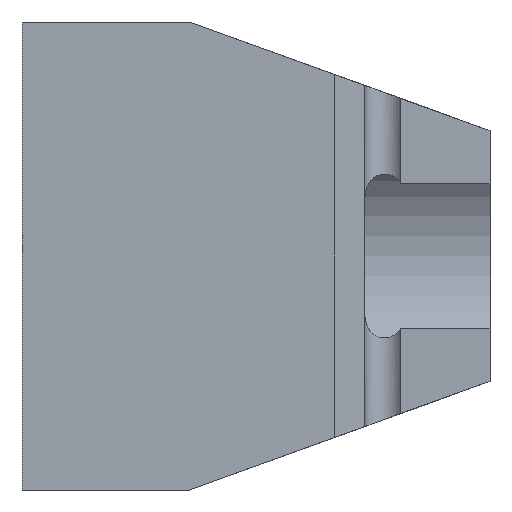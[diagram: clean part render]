
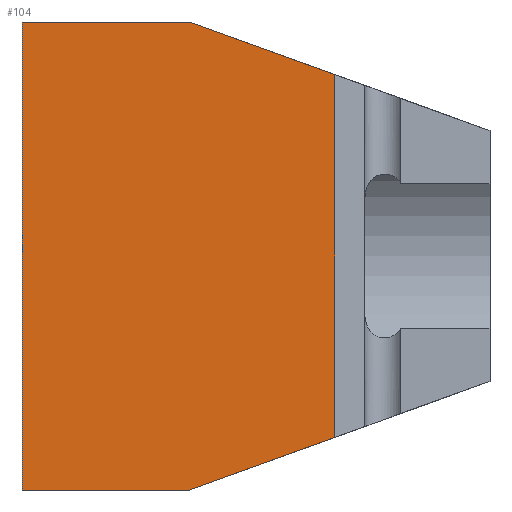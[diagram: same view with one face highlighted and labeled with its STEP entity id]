
A CAD part, front view. The second image highlights one B-rep face of the part: STEP entity #104.
In plain terms, the highlighted planar face has unit normal (0, -1, 0).
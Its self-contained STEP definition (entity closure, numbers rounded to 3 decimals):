
#104=ADVANCED_FACE('',(#211),#212,.T.);
#211=FACE_OUTER_BOUND('',#316,.T.);
#212=PLANE('',#317);
#316=EDGE_LOOP('',(#565,#566,#567,#568,#569,#570));
#317=AXIS2_PLACEMENT_3D('',#571,#572,#573);
#565=ORIENTED_EDGE('',*,*,#732,.T.);
#566=ORIENTED_EDGE('',*,*,#751,.T.);
#567=ORIENTED_EDGE('',*,*,#745,.T.);
#568=ORIENTED_EDGE('',*,*,#752,.T.);
#569=ORIENTED_EDGE('',*,*,#753,.F.);
#570=ORIENTED_EDGE('',*,*,#754,.T.);
#571=CARTESIAN_POINT('',(3.85,-9.0,-14.0));
#572=DIRECTION('',(0.0,-1.0,0.0));
#573=DIRECTION('',(1.0,0.0,0.0));
#732=EDGE_CURVE('',#899,#900,#901,.T.);
#745=EDGE_CURVE('',#919,#920,#921,.T.);
#751=EDGE_CURVE('',#900,#919,#929,.T.);
#752=EDGE_CURVE('',#920,#930,#931,.T.);
#753=EDGE_CURVE('',#932,#930,#933,.T.);
#754=EDGE_CURVE('',#932,#899,#934,.T.);
#899=VERTEX_POINT('',#1184);
#900=VERTEX_POINT('',#1185);
#901=LINE('',#1186,#1187);
#919=VERTEX_POINT('',#1213);
#920=VERTEX_POINT('',#1214);
#921=LINE('',#1215,#1216);
#929=LINE('',#1228,#1229);
#930=VERTEX_POINT('',#1230);
#931=LINE('',#1231,#1232);
#932=VERTEX_POINT('',#1233);
#933=LINE('',#1234,#1235);
#934=LINE('',#1236,#1237);
#1184=CARTESIAN_POINT('',(4.5,-9.0,-14.0));
#1185=CARTESIAN_POINT('',(13.2,-9.0,-10.858));
#1186=CARTESIAN_POINT('',(11.149,-9.0,-11.599));
#1187=VECTOR('',#1350,1.0);
#1213=CARTESIAN_POINT('',(13.2,-9.0,10.858));
#1214=CARTESIAN_POINT('',(4.5,-9.0,14.0));
#1215=CARTESIAN_POINT('',(15.621,-9.0,9.984));
#1216=VECTOR('',#1362,1.0);
#1228=CARTESIAN_POINT('',(13.2,-9.0,-14.0));
#1229=VECTOR('',#1367,1.0);
#1230=CARTESIAN_POINT('',(-5.5,-9.0,14.0));
#1231=CARTESIAN_POINT('',(-5.5,-9.0,14.0));
#1232=VECTOR('',#1368,1.0);
#1233=CARTESIAN_POINT('',(-5.5,-9.0,-14.0));
#1234=CARTESIAN_POINT('',(-5.5,-9.0,-14.0));
#1235=VECTOR('',#1369,1.0);
#1236=CARTESIAN_POINT('',(-5.5,-9.0,-14.0));
#1237=VECTOR('',#1370,1.0);
#1350=DIRECTION('',(0.941,0.0,0.34));
#1362=DIRECTION('',(-0.941,0.0,0.34));
#1367=DIRECTION('',(0.0,0.0,1.0));
#1368=DIRECTION('',(-1.0,-0.0,-0.0));
#1369=DIRECTION('',(0.0,0.0,1.0));
#1370=DIRECTION('',(1.0,0.0,0.0));
